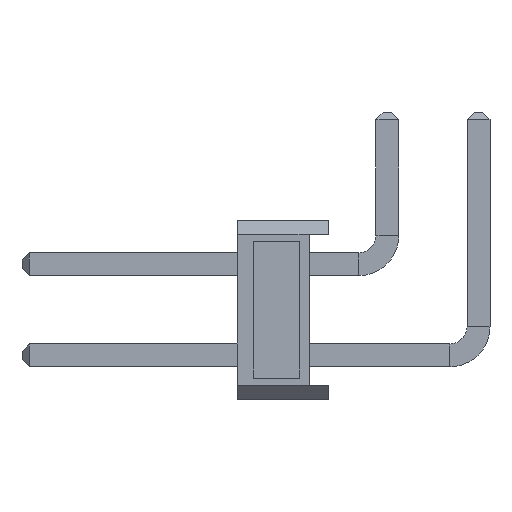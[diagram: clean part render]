
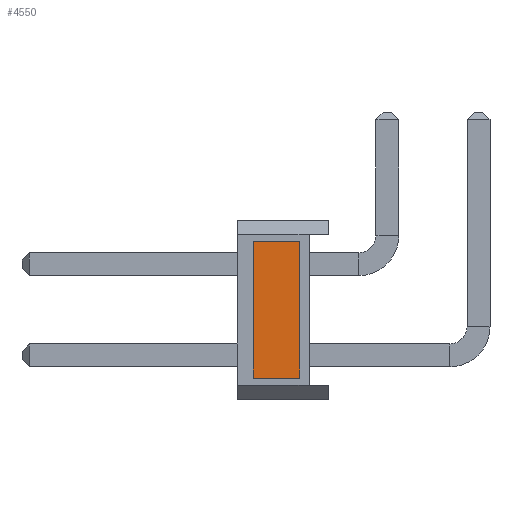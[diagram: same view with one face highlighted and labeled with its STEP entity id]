
A CAD part, left-side view. The second image highlights one B-rep face of the part: STEP entity #4550.
In plain terms, the highlighted planar face has unit normal (-1, 0, 0).
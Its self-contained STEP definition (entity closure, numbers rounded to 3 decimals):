
#513 = CARTESIAN_POINT ( 'NONE',  ( -1.27, 2.1, 0. ) ) ;
#519 = CARTESIAN_POINT ( 'NONE',  ( -1.27, 0.8, 1.9 ) ) ;
#869 = EDGE_LOOP ( 'NONE', ( #6635, #2776, #20113, #3140 ) ) ;
#2776 = ORIENTED_EDGE ( 'NONE', *, *, #4827, .F. ) ;
#2828 = LINE ( 'NONE', #15373, #18119 ) ;
#2986 = EDGE_CURVE ( 'NONE', #4088, #13177, #11939, .T. ) ;
#3140 = ORIENTED_EDGE ( 'NONE', *, *, #2986, .T. ) ;
#3847 = VECTOR ( 'NONE', #14457, 1000. ) ;
#4088 = VERTEX_POINT ( 'NONE', #9779 ) ;
#4244 = FACE_OUTER_BOUND ( 'NONE', #869, .T. ) ;
#4550 = ADVANCED_FACE ( 'NONE', ( #4244 ), #18166, .F. ) ;
#4636 = CARTESIAN_POINT ( 'NONE',  ( -1.27, 2.1, 0. ) ) ;
#4827 = EDGE_CURVE ( 'NONE', #22053, #11961, #2828, .T. ) ;
#4851 = DIRECTION ( 'NONE',  ( 0., 0., 1. ) ) ;
#6635 = ORIENTED_EDGE ( 'NONE', *, *, #14979, .T. ) ;
#7757 = DIRECTION ( 'NONE',  ( 1., 0., 0. ) ) ;
#9779 = CARTESIAN_POINT ( 'NONE',  ( -1.27, 2.1, -1.9 ) ) ;
#9922 = EDGE_CURVE ( 'NONE', #4088, #22053, #17448, .T. ) ;
#11939 = LINE ( 'NONE', #21368, #3847 ) ;
#11961 = VERTEX_POINT ( 'NONE', #519 ) ;
#12681 = AXIS2_PLACEMENT_3D ( 'NONE', #4636, #7757, #21475 ) ;
#13062 = CARTESIAN_POINT ( 'NONE',  ( -1.27, 2.1, 1.9 ) ) ;
#13177 = VERTEX_POINT ( 'NONE', #14531 ) ;
#14457 = DIRECTION ( 'NONE',  ( 0., -1., 0. ) ) ;
#14531 = CARTESIAN_POINT ( 'NONE',  ( -1.27, 0.8, -1.9 ) ) ;
#14979 = EDGE_CURVE ( 'NONE', #13177, #11961, #21391, .T. ) ;
#15373 = CARTESIAN_POINT ( 'NONE',  ( -1.27, 2.1, 1.9 ) ) ;
#16900 = VECTOR ( 'NONE', #4851, 1000. ) ;
#17244 = DIRECTION ( 'NONE',  ( 0., -1., 0. ) ) ;
#17448 = LINE ( 'NONE', #513, #21416 ) ;
#17810 = DIRECTION ( 'NONE',  ( 0., 0., 1. ) ) ;
#18119 = VECTOR ( 'NONE', #17244, 1000. ) ;
#18166 = PLANE ( 'NONE',  #12681 ) ;
#18387 = CARTESIAN_POINT ( 'NONE',  ( -1.27, 0.8, 0. ) ) ;
#20113 = ORIENTED_EDGE ( 'NONE', *, *, #9922, .F. ) ;
#21368 = CARTESIAN_POINT ( 'NONE',  ( -1.27, 2.1, -1.9 ) ) ;
#21391 = LINE ( 'NONE', #18387, #16900 ) ;
#21416 = VECTOR ( 'NONE', #17810, 1000. ) ;
#21475 = DIRECTION ( 'NONE',  ( 0., 0., -1. ) ) ;
#22053 = VERTEX_POINT ( 'NONE', #13062 ) ;
